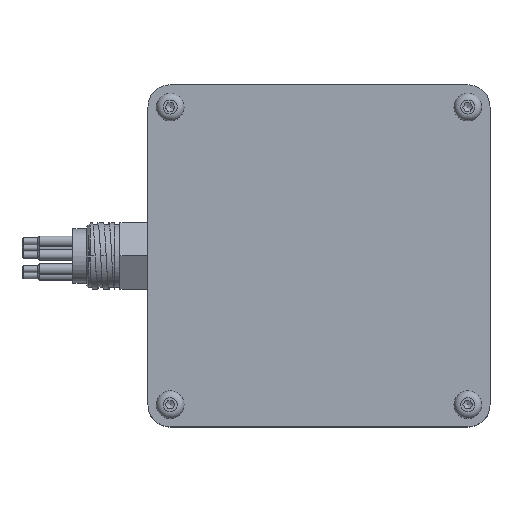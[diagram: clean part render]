
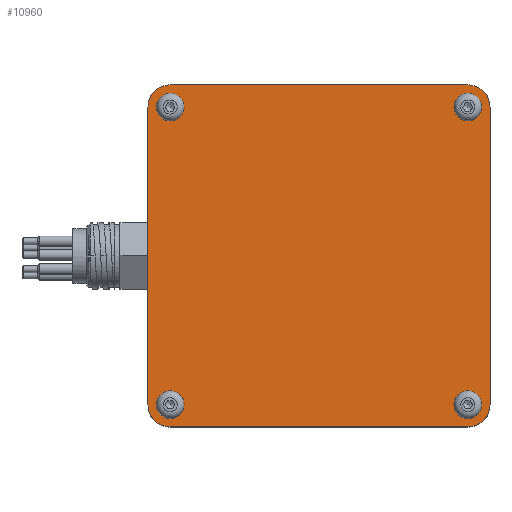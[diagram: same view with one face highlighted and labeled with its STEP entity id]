
A CAD part, top view. The second image highlights one B-rep face of the part: STEP entity #10960.
In plain terms, the highlighted planar face has unit normal (0, 0, 1).
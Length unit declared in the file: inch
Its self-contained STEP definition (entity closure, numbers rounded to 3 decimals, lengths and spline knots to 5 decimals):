
#193=FACE_BOUND('',#1759,.T.);
#194=FACE_BOUND('',#1760,.T.);
#195=FACE_BOUND('',#1761,.T.);
#196=FACE_BOUND('',#1762,.T.);
#427=PLANE('',#11837);
#1076=FACE_OUTER_BOUND('',#1758,.T.);
#1758=EDGE_LOOP('',(#9210,#9211,#9212,#9213,#9214,#9215,#9216,#9217));
#1759=EDGE_LOOP('',(#9218));
#1760=EDGE_LOOP('',(#9219));
#1761=EDGE_LOOP('',(#9220));
#1762=EDGE_LOOP('',(#9221));
#1909=CIRCLE('',#11195,0.156);
#2118=CIRCLE('',#11564,0.25);
#2120=CIRCLE('',#11568,0.25);
#2122=CIRCLE('',#11572,0.25);
#2124=CIRCLE('',#11576,0.25);
#2126=CIRCLE('',#11579,0.085);
#2188=CIRCLE('',#11802,0.156);
#2204=CIRCLE('',#11838,0.156);
#2904=LINE('',#24867,#3614);
#2910=LINE('',#24882,#3620);
#2914=LINE('',#24894,#3624);
#2918=LINE('',#24906,#3628);
#3614=VECTOR('',#13254,0.3937);
#3620=VECTOR('',#13268,0.3937);
#3624=VECTOR('',#13280,0.3937);
#3628=VECTOR('',#13292,0.3937);
#4261=VERTEX_POINT('',#22614);
#4513=VERTEX_POINT('',#24863);
#4515=VERTEX_POINT('',#24866);
#4517=VERTEX_POINT('',#24872);
#4520=VERTEX_POINT('',#24879);
#4521=VERTEX_POINT('',#24884);
#4524=VERTEX_POINT('',#24891);
#4525=VERTEX_POINT('',#24896);
#4528=VERTEX_POINT('',#24903);
#4529=VERTEX_POINT('',#24911);
#4890=VERTEX_POINT('',#29820);
#4917=VERTEX_POINT('',#29922);
#5306=EDGE_CURVE('',#4261,#4261,#1909,.T.);
#5732=EDGE_CURVE('',#4515,#4513,#2904,.T.);
#5735=EDGE_CURVE('',#4515,#4517,#2118,.T.);
#5740=EDGE_CURVE('',#4520,#4517,#2910,.T.);
#5741=EDGE_CURVE('',#4520,#4521,#2120,.T.);
#5746=EDGE_CURVE('',#4524,#4521,#2914,.T.);
#5747=EDGE_CURVE('',#4524,#4525,#2122,.T.);
#5752=EDGE_CURVE('',#4528,#4525,#2918,.T.);
#5753=EDGE_CURVE('',#4528,#4513,#2124,.T.);
#5755=EDGE_CURVE('',#4529,#4529,#2126,.T.);
#6331=EDGE_CURVE('',#4890,#4890,#2188,.T.);
#6372=EDGE_CURVE('',#4917,#4917,#2204,.T.);
#9210=ORIENTED_EDGE('',*,*,#5753,.F.);
#9211=ORIENTED_EDGE('',*,*,#5752,.T.);
#9212=ORIENTED_EDGE('',*,*,#5747,.F.);
#9213=ORIENTED_EDGE('',*,*,#5746,.T.);
#9214=ORIENTED_EDGE('',*,*,#5741,.F.);
#9215=ORIENTED_EDGE('',*,*,#5740,.T.);
#9216=ORIENTED_EDGE('',*,*,#5735,.F.);
#9217=ORIENTED_EDGE('',*,*,#5732,.T.);
#9218=ORIENTED_EDGE('',*,*,#5306,.T.);
#9219=ORIENTED_EDGE('',*,*,#5755,.T.);
#9220=ORIENTED_EDGE('',*,*,#6331,.T.);
#9221=ORIENTED_EDGE('',*,*,#6372,.T.);
#10960=ADVANCED_FACE('',(#1076,#193,#194,#195,#196),#427,.T.);
#11195=AXIS2_PLACEMENT_3D('',#22615,#12345,#12346);
#11564=AXIS2_PLACEMENT_3D('',#24873,#13259,#13260);
#11568=AXIS2_PLACEMENT_3D('',#24885,#13271,#13272);
#11572=AXIS2_PLACEMENT_3D('',#24897,#13283,#13284);
#11576=AXIS2_PLACEMENT_3D('',#24908,#13295,#13296);
#11579=AXIS2_PLACEMENT_3D('',#24912,#13301,#13302);
#11802=AXIS2_PLACEMENT_3D('',#29821,#14078,#14079);
#11837=AXIS2_PLACEMENT_3D('',#29921,#14166,#14167);
#11838=AXIS2_PLACEMENT_3D('',#29923,#14168,#14169);
#12345=DIRECTION('center_axis',(0.,0.,
-1.));
#12346=DIRECTION('ref_axis',(0.,1.,0.));
#13254=DIRECTION('',(0.,-1.,0.));
#13259=DIRECTION('center_axis',(0.,0.,
-1.));
#13260=DIRECTION('ref_axis',(-0.707,0.707,0.));
#13268=DIRECTION('',(-1.,0.,0.));
#13271=DIRECTION('center_axis',(0.,0.,
-1.));
#13272=DIRECTION('ref_axis',(0.707,0.707,0.));
#13280=DIRECTION('',(0.,1.,0.));
#13283=DIRECTION('center_axis',(0.,0.,
-1.));
#13284=DIRECTION('ref_axis',(0.707,-0.707,0.));
#13292=DIRECTION('',(1.,0.,0.));
#13295=DIRECTION('center_axis',(0.,0.,
-1.));
#13296=DIRECTION('ref_axis',(-0.707,-0.707,0.));
#13301=DIRECTION('center_axis',(0.,0.,
-1.));
#13302=DIRECTION('ref_axis',(1.,0.,0.));
#14078=DIRECTION('center_axis',(0.,0.,
-1.));
#14079=DIRECTION('ref_axis',(0.,-1.,0.));
#14166=DIRECTION('center_axis',(0.,0.,
1.));
#14167=DIRECTION('ref_axis',(1.,0.,0.));
#14168=DIRECTION('center_axis',(0.,0.,
-1.));
#14169=DIRECTION('ref_axis',(0.,-1.,0.));
#22614=CARTESIAN_POINT('',(3.6,0.094,1.25));
#22615=CARTESIAN_POINT('Origin',(3.6,0.25,1.25));
#24863=CARTESIAN_POINT('',(0.,0.25,1.25));
#24866=CARTESIAN_POINT('',(0.,3.6,1.25));
#24867=CARTESIAN_POINT('',(0.,3.85,1.25));
#24872=CARTESIAN_POINT('',(0.25,3.85,1.25));
#24873=CARTESIAN_POINT('Origin',(0.25,3.6,1.25));
#24879=CARTESIAN_POINT('',(3.6,3.85,1.25));
#24882=CARTESIAN_POINT('',(3.85,3.85,1.25));
#24884=CARTESIAN_POINT('',(3.85,3.6,1.25));
#24885=CARTESIAN_POINT('Origin',(3.6,3.6,1.25));
#24891=CARTESIAN_POINT('',(3.85,0.25,1.25));
#24894=CARTESIAN_POINT('',(3.85,0.,1.25));
#24896=CARTESIAN_POINT('',(3.6,0.,1.25));
#24897=CARTESIAN_POINT('Origin',(3.6,0.25,1.25));
#24903=CARTESIAN_POINT('',(0.25,0.,1.25));
#24906=CARTESIAN_POINT('',(0.,0.,1.25));
#24908=CARTESIAN_POINT('Origin',(0.25,0.25,1.25));
#24911=CARTESIAN_POINT('',(3.515,3.6,1.25));
#24912=CARTESIAN_POINT('Origin',(3.6,3.6,1.25));
#29820=CARTESIAN_POINT('',(0.25,3.756,1.25));
#29821=CARTESIAN_POINT('Origin',(0.25,3.6,1.25));
#29921=CARTESIAN_POINT('Origin',(1.925,1.925,1.25));
#29922=CARTESIAN_POINT('',(0.25,0.406,1.25));
#29923=CARTESIAN_POINT('Origin',(0.25,0.25,1.25));
